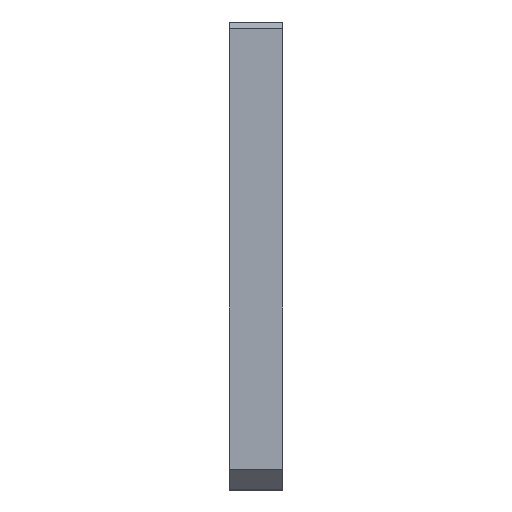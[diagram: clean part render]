
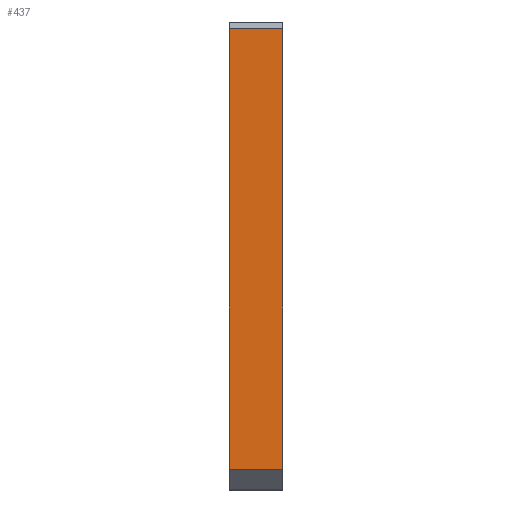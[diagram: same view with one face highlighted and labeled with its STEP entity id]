
A CAD part, top view. The second image highlights one B-rep face of the part: STEP entity #437.
In plain terms, the highlighted planar face has unit normal (0, 0, 1).
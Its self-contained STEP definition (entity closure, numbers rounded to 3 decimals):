
#437=ADVANCED_FACE('',(#523),#487,.F.);
#487=PLANE('',#1344);
#523=FACE_OUTER_BOUND('',#565,.T.);
#565=EDGE_LOOP('',(#647,#648,#649,#650));
#647=ORIENTED_EDGE('',*,*,#1007,.T.);
#648=ORIENTED_EDGE('',*,*,#1008,.T.);
#649=ORIENTED_EDGE('',*,*,#1009,.F.);
#650=ORIENTED_EDGE('',*,*,#1010,.T.);
#915=VERTEX_POINT('',#1728);
#916=VERTEX_POINT('',#1729);
#917=VERTEX_POINT('',#1731);
#918=VERTEX_POINT('',#1733);
#1007=EDGE_CURVE('',#915,#916,#1141,.T.);
#1008=EDGE_CURVE('',#916,#917,#1142,.T.);
#1009=EDGE_CURVE('',#918,#917,#1143,.T.);
#1010=EDGE_CURVE('',#918,#915,#1144,.T.);
#1141=LINE('',#1727,#1251);
#1142=LINE('',#1730,#1252);
#1143=LINE('',#1732,#1253);
#1144=LINE('',#1734,#1254);
#1251=VECTOR('',#1450,1.);
#1252=VECTOR('',#1451,1.);
#1253=VECTOR('',#1452,1.);
#1254=VECTOR('',#1453,1.);
#1344=AXIS2_PLACEMENT_3D('',#1735,#1454,#1455);
#1450=DIRECTION('',(0.,-1.,0.));
#1451=DIRECTION('',(1.,0.,0.));
#1452=DIRECTION('',(0.,-1.,0.));
#1453=DIRECTION('',(-1.,0.,0.));
#1454=DIRECTION('',(0.,0.,-1.));
#1455=DIRECTION('',(0.,1.,0.));
#1727=CARTESIAN_POINT('',(0.,70.,70.));
#1728=CARTESIAN_POINT('',(0.,69.,70.));
#1729=CARTESIAN_POINT('',(0.,3.,70.));
#1730=CARTESIAN_POINT('',(8.,3.,70.));
#1731=CARTESIAN_POINT('',(8.,3.,70.));
#1732=CARTESIAN_POINT('',(8.,70.,70.));
#1733=CARTESIAN_POINT('',(8.,69.,70.));
#1734=CARTESIAN_POINT('',(8.,69.,70.));
#1735=CARTESIAN_POINT('',(8.,70.,70.));
